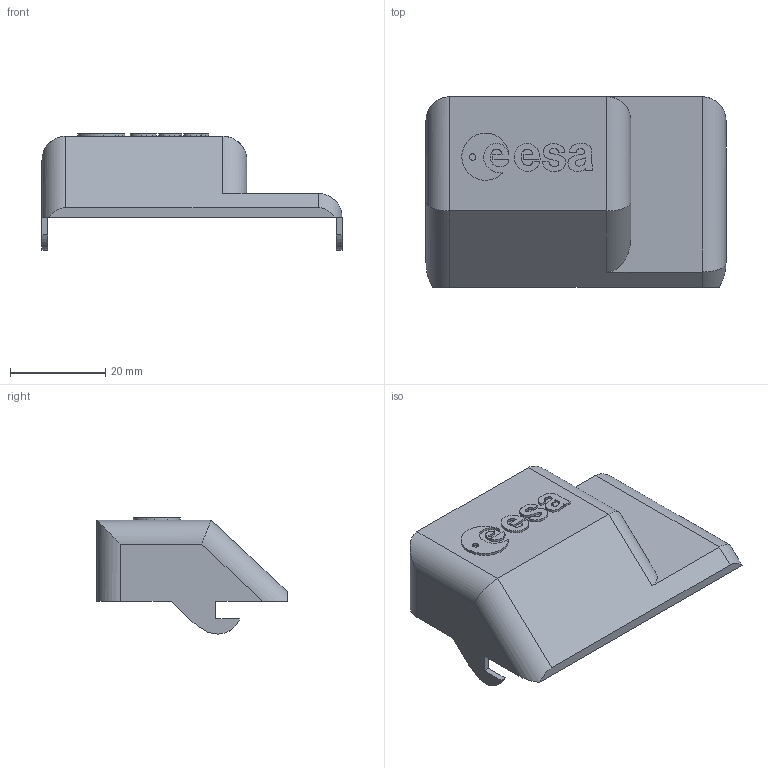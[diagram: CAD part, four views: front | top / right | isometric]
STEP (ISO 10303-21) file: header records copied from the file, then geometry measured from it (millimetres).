
FILE_DESCRIPTION (( 'STEP AP203' ), '1' );
FILE_NAME ('P13_Port_Cover_Default.step', '2020-03-06T13:27:55', ( '' ), ( '' ), 'SwSTEP 2.0', 'SolidWorks 2018', '' );
FILE_SCHEMA (( 'CONFIG_CONTROL_DESIGN' ));
Length unit declared in the file: millimetre
Products named in the file (1): P13_Port_Cover_Default
Bounding box: 63 x 40 x 24.4 mm (x, y, z)
Volume: 5313.8 mm3; surface area: 9120.8 mm2
Topology: 1 solids, 1 shells, 184 faces, 509 edges, 334 vertices
Faces by surface type: bspline 104, plane 57, cylinder 23
Entity records: 6442 total; most frequent: CARTESIAN_POINT 2446, ORIENTED_EDGE 1018, EDGE_CURVE 509, DIRECTION 457, VERTEX_POINT 334, LINE 263, VECTOR 263, B_SPLINE_CURVE_WITH_KNOTS 208
